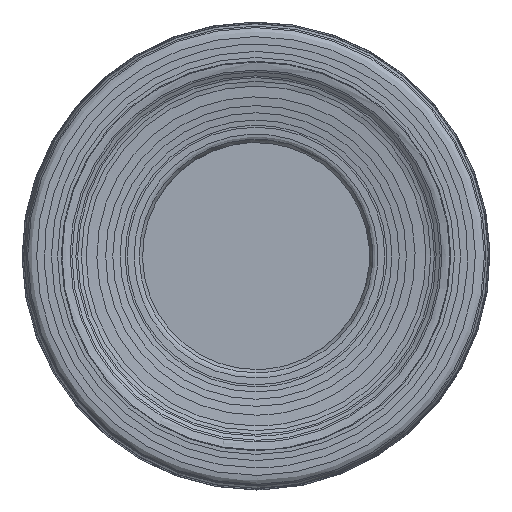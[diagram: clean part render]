
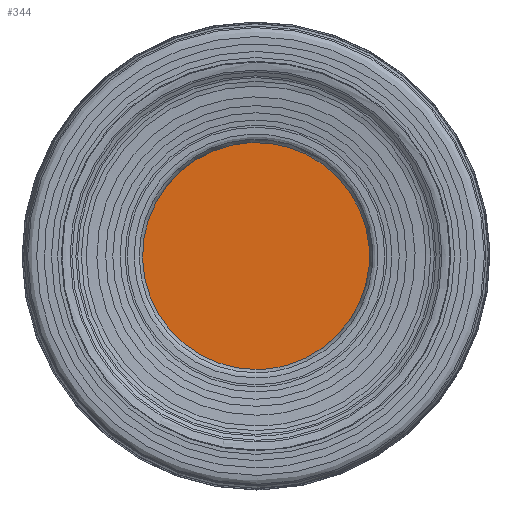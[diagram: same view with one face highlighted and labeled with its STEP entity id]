
A CAD part, left-side view. The second image highlights one B-rep face of the part: STEP entity #344.
In plain terms, the highlighted planar face has unit normal (-1, 0, 0).
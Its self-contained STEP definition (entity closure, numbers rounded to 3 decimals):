
#320=FACE_OUTER_BOUND('',#539,.T.);
#324=PLANE('',#961);
#344=ADVANCED_FACE('',(#320),#324,.F.);
#539=EDGE_LOOP('',(#659));
#659=ORIENTED_EDGE('',*,*,#829,.T.);
#769=VERTEX_POINT('',#1258);
#829=EDGE_CURVE('',#769,#769,#889,.T.);
#889=CIRCLE('',#959,7.206);
#959=AXIS2_PLACEMENT_3D('',#1257,#1062,#1063);
#961=AXIS2_PLACEMENT_3D('',#1260,#1066,#1067);
#1062=DIRECTION('',(-1.,0.,0.));
#1063=DIRECTION('',(0.,0.,1.));
#1066=DIRECTION('',(1.,0.,0.));
#1067=DIRECTION('',(0.,0.,-1.));
#1257=CARTESIAN_POINT('',(1.5,0.,0.));
#1258=CARTESIAN_POINT('',(1.5,0.,7.206));
#1260=CARTESIAN_POINT('',(1.5,0.,0.));
